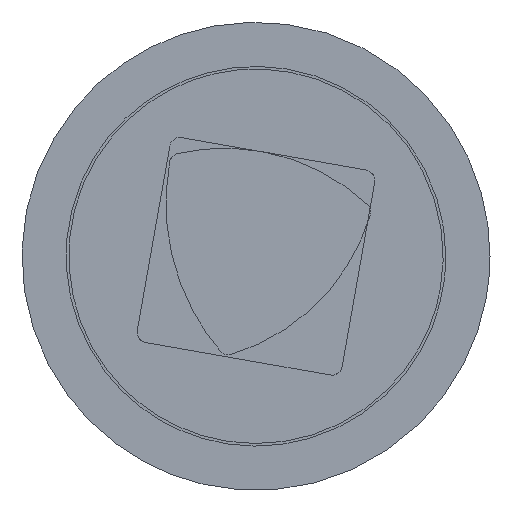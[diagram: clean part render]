
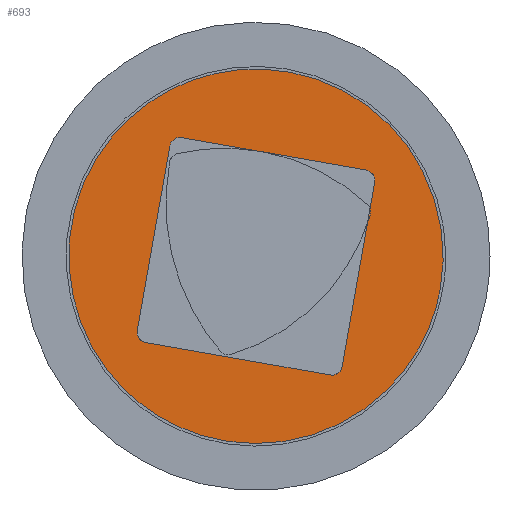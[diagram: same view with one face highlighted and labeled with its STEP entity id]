
A CAD part, front view. The second image highlights one B-rep face of the part: STEP entity #693.
In plain terms, the highlighted free-form (B-spline) face has degree [1, 1] with [2, 2] control points.
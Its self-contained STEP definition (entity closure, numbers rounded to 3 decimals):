
#501 = EDGE_CURVE('',#502,#504,#506,.T.);
#502 = VERTEX_POINT('',#503);
#503 = CARTESIAN_POINT('',(-12.423,-5.443,
    -9.443));
#504 = VERTEX_POINT('',#505);
#505 = CARTESIAN_POINT('',(-9.02,-5.443,9.856)
  );
#506 = B_SPLINE_CURVE_WITH_KNOTS('',1,(#507,#508),.UNSPECIFIED.,.F.,.F.,
  (2,2),(1.,19.),.PIECEWISE_BEZIER_KNOTS.);
#507 = CARTESIAN_POINT('',(-12.423,-5.443,
    -9.443));
#508 = CARTESIAN_POINT('',(-9.02,-5.443,9.856)
  );
#547 = VERTEX_POINT('',#548);
#548 = CARTESIAN_POINT('',(11.54,-5.443,7.336
    ));
#553 = EDGE_CURVE('',#554,#547,#556,.T.);
#554 = VERTEX_POINT('',#555);
#555 = CARTESIAN_POINT('',(-7.759,-5.443,
    10.739));
#556 = B_SPLINE_CURVE_WITH_KNOTS('',1,(#557,#558),.UNSPECIFIED.,.F.,.F.,
  (2,2),(1.,19.),.PIECEWISE_BEZIER_KNOTS.);
#557 = CARTESIAN_POINT('',(-7.759,-5.443,
    10.739));
#558 = CARTESIAN_POINT('',(11.54,-5.443,7.336
    ));
#583 = VERTEX_POINT('',#584);
#584 = CARTESIAN_POINT('',(9.02,-5.443,-13.224
    ));
#589 = EDGE_CURVE('',#590,#583,#592,.T.);
#590 = VERTEX_POINT('',#591);
#591 = CARTESIAN_POINT('',(12.423,-5.443,6.075
    ));
#592 = B_SPLINE_CURVE_WITH_KNOTS('',1,(#593,#594),.UNSPECIFIED.,.F.,.F.,
  (2,2),(1.,19.),.PIECEWISE_BEZIER_KNOTS.);
#593 = CARTESIAN_POINT('',(12.423,-5.443,6.075
    ));
#594 = CARTESIAN_POINT('',(9.02,-5.443,-13.224
    ));
#609 = EDGE_CURVE('',#610,#610,#612,.T.);
#610 = VERTEX_POINT('',#611);
#611 = CARTESIAN_POINT('',(19.299,-5.443,
    -5.087));
#612 = ( BOUNDED_CURVE() B_SPLINE_CURVE(2,(#613,#614,#615,#616,#617,#618
,#619),.UNSPECIFIED.,.T.,.F.) B_SPLINE_CURVE_WITH_KNOTS((1,2,2,2,2,1),(
    -2.094,0.,2.094,4.189,6.283,
8.378),.UNSPECIFIED.) CURVE() GEOMETRIC_REPRESENTATION_ITEM() 
RATIONAL_B_SPLINE_CURVE((1.,0.5,1.,0.5,1.,0.5,1.)) REPRESENTATION_ITEM(
  '') );
#613 = CARTESIAN_POINT('',(19.299,-5.443,
    -5.087));
#614 = CARTESIAN_POINT('',(25.193,-5.443,
    28.339));
#615 = CARTESIAN_POINT('',(-6.702,-5.443,16.731)
  );
#616 = CARTESIAN_POINT('',(-38.598,-5.443,5.122
    ));
#617 = CARTESIAN_POINT('',(-12.596,-5.443,
    -16.696));
#618 = CARTESIAN_POINT('',(13.405,-5.443,
    -38.514));
#619 = CARTESIAN_POINT('',(19.299,-5.443,
    -5.087));
#671 = VERTEX_POINT('',#672);
#672 = CARTESIAN_POINT('',(-11.54,-5.443,
    -10.704));
#677 = EDGE_CURVE('',#678,#671,#680,.T.);
#678 = VERTEX_POINT('',#679);
#679 = CARTESIAN_POINT('',(7.759,-5.443,-14.107)
  );
#680 = B_SPLINE_CURVE_WITH_KNOTS('',1,(#681,#682),.UNSPECIFIED.,.F.,.F.,
  (2,2),(1.,19.),.PIECEWISE_BEZIER_KNOTS.);
#681 = CARTESIAN_POINT('',(7.759,-5.443,-14.107)
  );
#682 = CARTESIAN_POINT('',(-11.54,-5.443,
    -10.704));
#693 = ADVANCED_FACE('',(#694,#697),#727,.T.);
#694 = FACE_BOUND('',#695,.T.);
#695 = EDGE_LOOP('',(#696));
#696 = ORIENTED_EDGE('',*,*,#609,.T.);
#697 = FACE_BOUND('',#698,.T.);
#698 = EDGE_LOOP('',(#699,#700,#706,#707,#713,#714,#720,#721));
#699 = ORIENTED_EDGE('',*,*,#677,.T.);
#700 = ORIENTED_EDGE('',*,*,#701,.T.);
#701 = EDGE_CURVE('',#671,#502,#702,.T.);
#702 = ( BOUNDED_CURVE() B_SPLINE_CURVE(2,(#703,#704,#705),
.UNSPECIFIED.,.F.,.F.) B_SPLINE_CURVE_WITH_KNOTS((3,3),(0.,
1.571),.PIECEWISE_BEZIER_KNOTS.) CURVE() 
GEOMETRIC_REPRESENTATION_ITEM() RATIONAL_B_SPLINE_CURVE((1.,
0.707,1.)) REPRESENTATION_ITEM('') );
#703 = CARTESIAN_POINT('',(-11.54,-5.443,
    -10.704));
#704 = CARTESIAN_POINT('',(-12.612,-5.443,
    -10.515));
#705 = CARTESIAN_POINT('',(-12.423,-5.443,
    -9.443));
#706 = ORIENTED_EDGE('',*,*,#501,.T.);
#707 = ORIENTED_EDGE('',*,*,#708,.T.);
#708 = EDGE_CURVE('',#504,#554,#709,.T.);
#709 = ( BOUNDED_CURVE() B_SPLINE_CURVE(2,(#710,#711,#712),
.UNSPECIFIED.,.F.,.F.) B_SPLINE_CURVE_WITH_KNOTS((3,3),(1.571,
3.142),.PIECEWISE_BEZIER_KNOTS.) CURVE() 
GEOMETRIC_REPRESENTATION_ITEM() RATIONAL_B_SPLINE_CURVE((1.,
0.707,1.)) REPRESENTATION_ITEM('') );
#710 = CARTESIAN_POINT('',(-9.02,-5.443,9.856)
  );
#711 = CARTESIAN_POINT('',(-8.831,-5.443,
    10.928));
#712 = CARTESIAN_POINT('',(-7.759,-5.443,
    10.739));
#713 = ORIENTED_EDGE('',*,*,#553,.T.);
#714 = ORIENTED_EDGE('',*,*,#715,.T.);
#715 = EDGE_CURVE('',#547,#590,#716,.T.);
#716 = ( BOUNDED_CURVE() B_SPLINE_CURVE(2,(#717,#718,#719),
.UNSPECIFIED.,.F.,.F.) B_SPLINE_CURVE_WITH_KNOTS((3,3),(3.142,
4.712),.PIECEWISE_BEZIER_KNOTS.) CURVE() 
GEOMETRIC_REPRESENTATION_ITEM() RATIONAL_B_SPLINE_CURVE((1.,
0.707,1.)) REPRESENTATION_ITEM('') );
#717 = CARTESIAN_POINT('',(11.54,-5.443,7.336
    ));
#718 = CARTESIAN_POINT('',(12.612,-5.443,7.147
    ));
#719 = CARTESIAN_POINT('',(12.423,-5.443,6.075
    ));
#720 = ORIENTED_EDGE('',*,*,#589,.T.);
#721 = ORIENTED_EDGE('',*,*,#722,.T.);
#722 = EDGE_CURVE('',#583,#678,#723,.T.);
#723 = ( BOUNDED_CURVE() B_SPLINE_CURVE(2,(#724,#725,#726),
.UNSPECIFIED.,.F.,.F.) B_SPLINE_CURVE_WITH_KNOTS((3,3),(4.712,
6.283),.PIECEWISE_BEZIER_KNOTS.) CURVE() 
GEOMETRIC_REPRESENTATION_ITEM() RATIONAL_B_SPLINE_CURVE((1.,
0.707,1.)) REPRESENTATION_ITEM('') );
#724 = CARTESIAN_POINT('',(9.02,-5.443,-13.224
    ));
#725 = CARTESIAN_POINT('',(8.831,-5.443,-14.296)
  );
#726 = CARTESIAN_POINT('',(7.759,-5.443,-14.107)
  );
#727 = B_SPLINE_SURFACE_WITH_KNOTS('',1,1,(
    (#728,#729)
    ,(#730,#731
    )),.UNSPECIFIED.,.F.,.F.,.F.,(2,2),(2,2),(-18.,18.),(-18.,18.),
  .PIECEWISE_BEZIER_KNOTS.);
#728 = CARTESIAN_POINT('',(-15.896,-5.443,
    21.018));
#729 = CARTESIAN_POINT('',(22.702,-5.443,
    14.212));
#730 = CARTESIAN_POINT('',(-22.702,-5.443,
    -17.58));
#731 = CARTESIAN_POINT('',(15.896,-5.443,
    -24.386));
